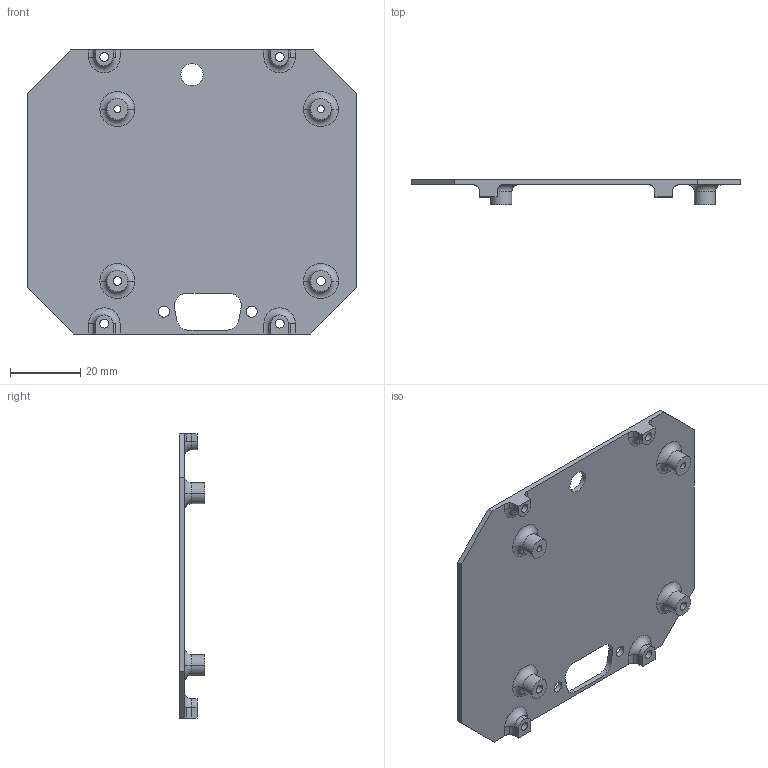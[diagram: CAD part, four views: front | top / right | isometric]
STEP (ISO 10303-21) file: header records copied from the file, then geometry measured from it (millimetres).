
FILE_DESCRIPTION(('STEP AP214'),'1');
FILE_NAME('tmp0.step','2021-04-14T22:32:17',(' '),(' '),'Spatial InterOp 3D',' ',' ');
FILE_SCHEMA(('automotive_design'));
Length unit declared in the file: millimetre
Products named in the file (1): 1
Bounding box: 94 x 7.28 x 80.95 mm (x, y, z)
Volume: 11454 mm3; surface area: 15613.1 mm2
Topology: 1 solids, 1 shells, 104 faces, 278 edges, 180 vertices
Faces by surface type: cylinder 62, plane 30, torus 12
Entity records: 4203 total; most frequent: DIRECTION 632, CARTESIAN_POINT 563, ORIENTED_EDGE 556, EDGE_CURVE 278, AXIS2_PLACEMENT_3D 249, VERTEX_POINT 180, CIRCLE 144, LINE 134
